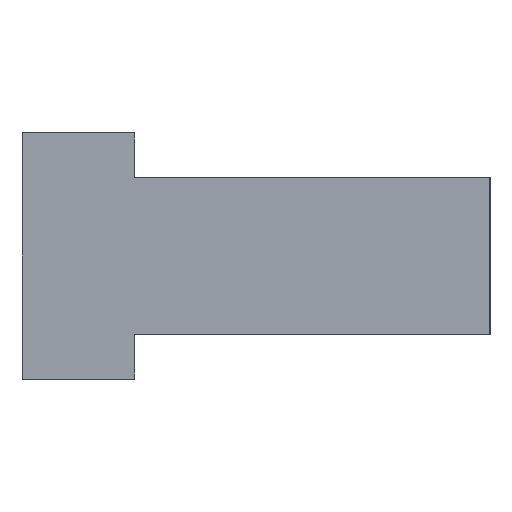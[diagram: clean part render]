
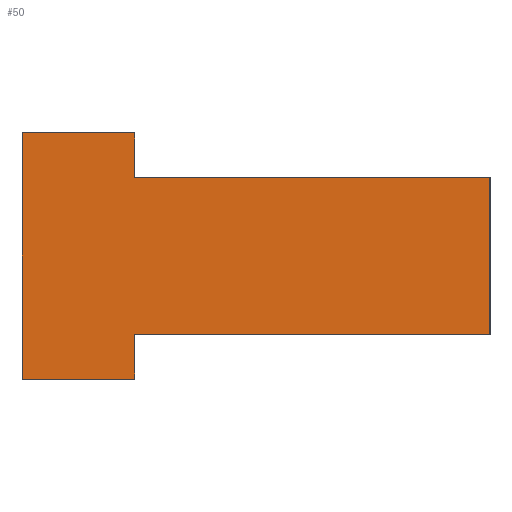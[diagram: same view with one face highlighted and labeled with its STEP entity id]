
A CAD part, left-side view. The second image highlights one B-rep face of the part: STEP entity #50.
In plain terms, the highlighted planar face has unit normal (-1, 0, 0).
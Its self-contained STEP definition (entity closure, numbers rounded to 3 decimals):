
#50=ADVANCED_FACE('',(#114),#82,.T.);
#82=PLANE('',#617);
#114=FACE_OUTER_BOUND('',#146,.T.);
#146=EDGE_LOOP('',(#208,#209,#210,#211,#212,#213,#214,#215));
#208=ORIENTED_EDGE('',*,*,#403,.T.);
#209=ORIENTED_EDGE('',*,*,#401,.T.);
#210=ORIENTED_EDGE('',*,*,#404,.T.);
#211=ORIENTED_EDGE('',*,*,#383,.T.);
#212=ORIENTED_EDGE('',*,*,#382,.T.);
#213=ORIENTED_EDGE('',*,*,#374,.T.);
#214=ORIENTED_EDGE('',*,*,#405,.F.);
#215=ORIENTED_EDGE('',*,*,#395,.T.);
#326=VERTEX_POINT('',#787);
#327=VERTEX_POINT('',#788);
#332=VERTEX_POINT('',#802);
#333=VERTEX_POINT('',#806);
#342=VERTEX_POINT('',#827);
#343=VERTEX_POINT('',#829);
#348=VERTEX_POINT('',#841);
#349=VERTEX_POINT('',#843);
#374=EDGE_CURVE('',#326,#327,#452,.T.);
#382=EDGE_CURVE('',#332,#326,#460,.T.);
#383=EDGE_CURVE('',#333,#332,#461,.T.);
#395=EDGE_CURVE('',#342,#343,#473,.T.);
#401=EDGE_CURVE('',#349,#348,#479,.T.);
#403=EDGE_CURVE('',#343,#349,#481,.T.);
#404=EDGE_CURVE('',#348,#333,#482,.T.);
#405=EDGE_CURVE('',#342,#327,#483,.T.);
#452=LINE('',#786,#530);
#460=LINE('',#803,#538);
#461=LINE('',#805,#539);
#473=LINE('',#830,#551);
#479=LINE('',#842,#557);
#481=LINE('',#846,#559);
#482=LINE('',#848,#560);
#483=LINE('',#849,#561);
#530=VECTOR('',#643,1.);
#538=VECTOR('',#655,1.);
#539=VECTOR('',#658,1.);
#551=VECTOR('',#674,1.);
#557=VECTOR('',#682,1.);
#559=VECTOR('',#686,1.);
#560=VECTOR('',#689,1.);
#561=VECTOR('',#690,1.);
#617=AXIS2_PLACEMENT_3D('',#850,#691,#692);
#643=DIRECTION('',(0.,1.,0.));
#655=DIRECTION('',(0.,0.,1.));
#658=DIRECTION('',(0.,1.,0.));
#674=DIRECTION('',(0.,-1.,0.));
#682=DIRECTION('',(0.,-1.,0.));
#686=DIRECTION('',(0.,0.,1.));
#689=DIRECTION('',(0.,0.,1.));
#690=DIRECTION('',(0.,0.,1.));
#691=DIRECTION('',(-1.,0.,0.));
#692=DIRECTION('',(0.,-1.,0.));
#786=CARTESIAN_POINT('',(0.,8.8,3.05));
#787=CARTESIAN_POINT('',(0.,8.8,3.05));
#788=CARTESIAN_POINT('',(0.,11.6,3.05));
#802=CARTESIAN_POINT('',(0.,8.8,1.95));
#803=CARTESIAN_POINT('',(0.,8.8,1.95));
#805=CARTESIAN_POINT('',(0.,0.,1.95));
#806=CARTESIAN_POINT('',(0.,0.,1.95));
#827=CARTESIAN_POINT('',(0.,11.6,-3.05));
#829=CARTESIAN_POINT('',(0.,8.8,-3.05));
#830=CARTESIAN_POINT('',(0.,11.6,-3.05));
#841=CARTESIAN_POINT('',(0.,0.,-1.95));
#842=CARTESIAN_POINT('',(0.,8.8,-1.95));
#843=CARTESIAN_POINT('',(0.,8.8,-1.95));
#846=CARTESIAN_POINT('',(0.,8.8,-3.05));
#848=CARTESIAN_POINT('',(0.,0.,-1.95));
#849=CARTESIAN_POINT('',(0.,11.6,-3.05));
#850=CARTESIAN_POINT('',(0.,11.8,-3.25));
